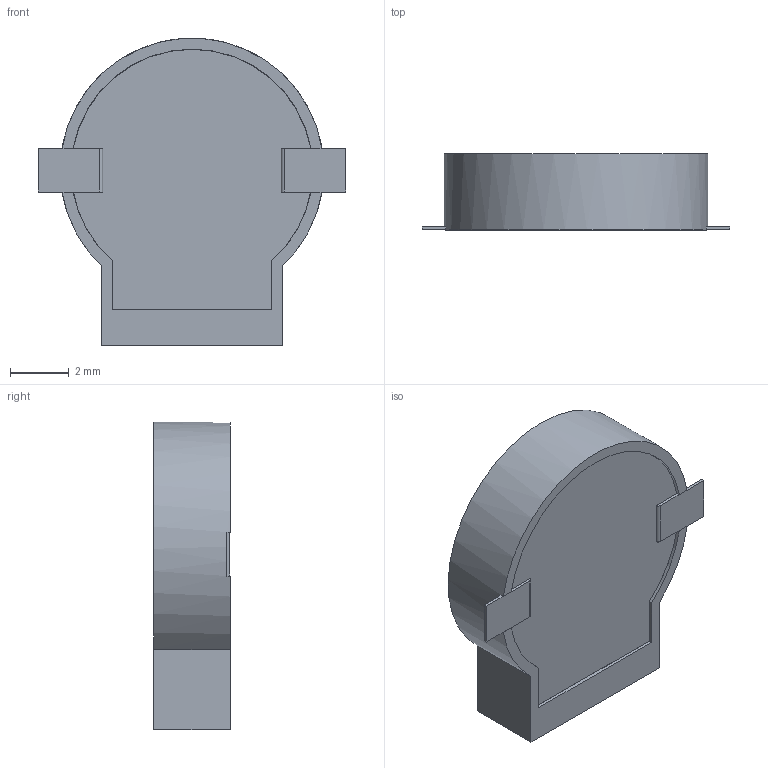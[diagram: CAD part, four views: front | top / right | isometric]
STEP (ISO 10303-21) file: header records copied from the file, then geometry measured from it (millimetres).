
FILE_DESCRIPTION(/* description */ (''),/* implementation_level */ '2;1');
FILE_NAME(/* name */ 'SMT-1127-S-R.ipt.step',/* time_stamp */ '2024-02-07T22:40:37-05:00',/* author */ ('J.D.'),/* organization */ (''),/* preprocessor_version */ 'ST-DEVELOPER v20',/* originating_system */ 'Autodesk Inventor 2024',/* authorisation */ '');
FILE_SCHEMA (('AUTOMOTIVE_DESIGN { 1 0 10303 214 3 1 1 }'));
Length unit declared in the file: millimetre
Products named in the file (1): SMT-1220-TW-R
Bounding box: 10.5 x 2.6 x 10.5 mm (x, y, z)
Volume: 63.3 mm3; surface area: 541.2 mm2
Topology: 1 solids, 1 shells, 78 faces, 206 edges, 130 vertices
Faces by surface type: plane 63, cylinder 14, torus 1
Full cylindrical faces by diameter (mm): 1 x1, 4.9 x1, 5 x1, 7.759 x1, 7.959 x1, 8 x1
Entity records: 2592 total; most frequent: CARTESIAN_POINT 441, ORIENTED_EDGE 412, DIRECTION 399, EDGE_CURVE 206, LINE 167, VECTOR 167, VERTEX_POINT 130, AXIS2_PLACEMENT_3D 116
